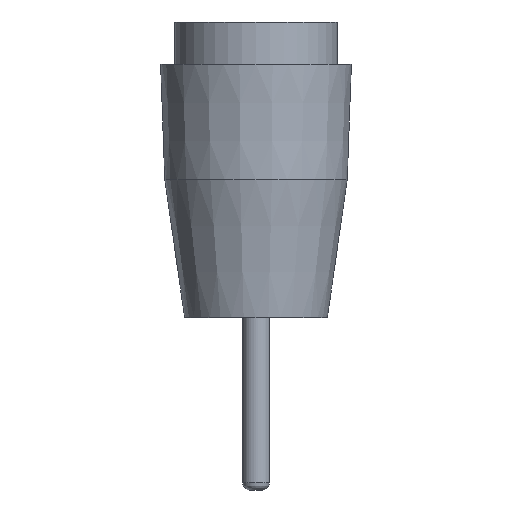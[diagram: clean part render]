
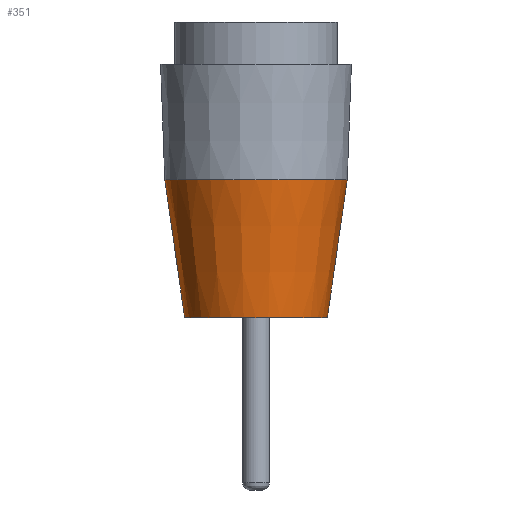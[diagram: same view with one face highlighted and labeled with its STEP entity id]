
A CAD part, left-side view. The second image highlights one B-rep face of the part: STEP entity #351.
In plain terms, the highlighted conical face has half-angle 8.195 degrees and reference radius 5.753 mm.
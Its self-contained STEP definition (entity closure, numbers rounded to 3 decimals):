
#26=CONICAL_SURFACE('',#472,5.753,0.143);
#85=FACE_OUTER_BOUND('',#114,.T.);
#114=EDGE_LOOP('',(#282,#283,#284,#285));
#139=LINE('',#701,#151);
#151=VECTOR('',#561,5.753);
#171=CIRCLE('',#471,6.456);
#172=CIRCLE('',#473,5.05);
#198=VERTEX_POINT('',#695);
#199=VERTEX_POINT('',#699);
#228=EDGE_CURVE('',#198,#198,#171,.T.);
#230=EDGE_CURVE('',#199,#199,#172,.T.);
#231=EDGE_CURVE('',#199,#198,#139,.T.);
#282=ORIENTED_EDGE('',*,*,#230,.F.);
#283=ORIENTED_EDGE('',*,*,#231,.T.);
#284=ORIENTED_EDGE('',*,*,#228,.T.);
#285=ORIENTED_EDGE('',*,*,#231,.F.);
#351=ADVANCED_FACE('',(#85),#26,.T.);
#471=AXIS2_PLACEMENT_3D('',#696,#554,#555);
#472=AXIS2_PLACEMENT_3D('',#698,#557,#558);
#473=AXIS2_PLACEMENT_3D('',#700,#559,#560);
#554=DIRECTION('center_axis',(1.,0.,0.));
#555=DIRECTION('ref_axis',(0.,0.,-1.));
#557=DIRECTION('center_axis',(-1.,0.,0.));
#558=DIRECTION('ref_axis',(0.,1.,0.));
#559=DIRECTION('center_axis',(1.,0.,0.));
#560=DIRECTION('ref_axis',(0.,0.,-1.));
#561=DIRECTION('',(-0.99,-0.143,0.));
#695=CARTESIAN_POINT('',(11.155,-6.456,0.));
#696=CARTESIAN_POINT('Origin',(11.155,0.,0.));
#698=CARTESIAN_POINT('Origin',(16.037,0.,0.));
#699=CARTESIAN_POINT('',(20.92,-5.05,0.));
#700=CARTESIAN_POINT('Origin',(20.92,0.,0.));
#701=CARTESIAN_POINT('',(16.037,-5.753,0.));
